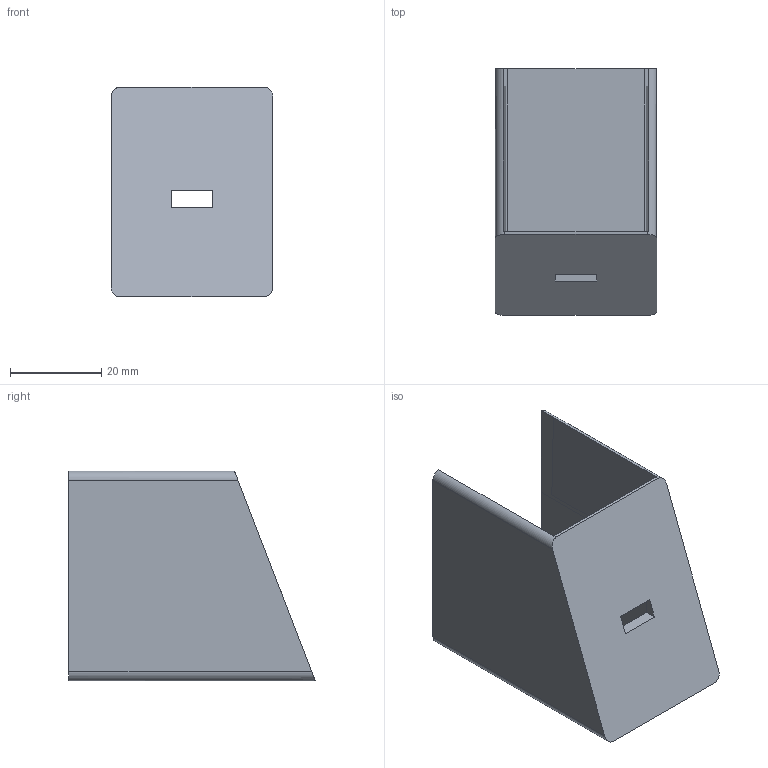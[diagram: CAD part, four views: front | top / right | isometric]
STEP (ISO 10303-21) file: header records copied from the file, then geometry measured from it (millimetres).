
FILE_DESCRIPTION (( 'STEP AP214' ), '1' );
FILE_NAME ('matrix case.STEP', '2024-04-25T04:48:57', ( '' ), ( '' ), 'SwSTEP 2.0', 'SolidWorks 2023', '' );
FILE_SCHEMA (( 'AUTOMOTIVE_DESIGN' ));
Length unit declared in the file: millimetre
Products named in the file (1): matrix case
Bounding box: 35.3 x 54 x 46 mm (x, y, z)
Volume: 17564.6 mm3; surface area: 14677.8 mm2
Topology: 1 solids, 1 shells, 39 faces, 111 edges, 73 vertices
Faces by surface type: plane 28, cylinder 7, bspline 4
Entity records: 1408 total; most frequent: CARTESIAN_POINT 429, ORIENTED_EDGE 222, DIRECTION 168, EDGE_CURVE 111, VECTOR 80, LINE 80, VERTEX_POINT 73, AXIS2_PLACEMENT_3D 44
